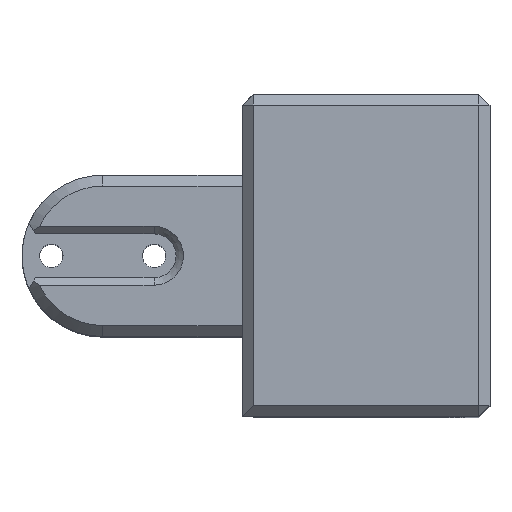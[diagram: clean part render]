
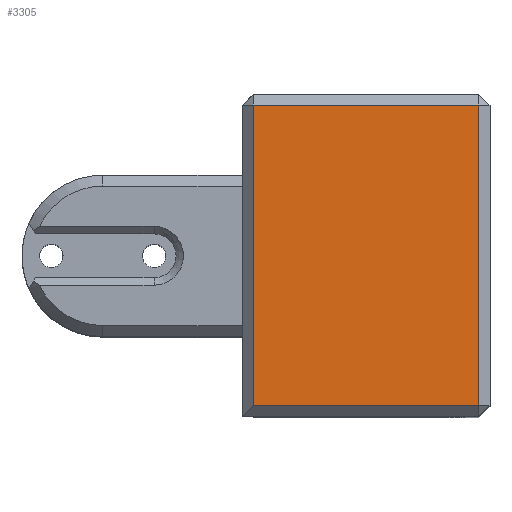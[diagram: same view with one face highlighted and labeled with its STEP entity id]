
A CAD part, top view. The second image highlights one B-rep face of the part: STEP entity #3305.
In plain terms, the highlighted planar face has unit normal (0, 0, 1).
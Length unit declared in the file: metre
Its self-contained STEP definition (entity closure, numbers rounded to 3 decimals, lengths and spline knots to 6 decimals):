
#310=LINE('',#5263,#657);
#350=LINE('',#5358,#697);
#351=LINE('',#5360,#698);
#352=LINE('',#5362,#699);
#657=VECTOR('',#4236,1.);
#697=VECTOR('',#4338,1.);
#698=VECTOR('',#4339,1.);
#699=VECTOR('',#4340,1.);
#1363=ORIENTED_EDGE('',*,*,#2061,.T.);
#1364=ORIENTED_EDGE('',*,*,#2013,.T.);
#1365=ORIENTED_EDGE('',*,*,#2062,.T.);
#1366=ORIENTED_EDGE('',*,*,#2063,.T.);
#2013=EDGE_CURVE('',#2400,#2399,#310,.T.);
#2061=EDGE_CURVE('',#2424,#2400,#350,.T.);
#2062=EDGE_CURVE('',#2399,#2425,#351,.T.);
#2063=EDGE_CURVE('',#2425,#2424,#352,.T.);
#2399=VERTEX_POINT('',#5262);
#2400=VERTEX_POINT('',#5264);
#2424=VERTEX_POINT('',#5359);
#2425=VERTEX_POINT('',#5361);
#2724=EDGE_LOOP('',(#1363,#1364,#1365,#1366));
#2968=FACE_BOUND('',#2724,.T.);
#3133=PLANE('',#3589);
#3305=ADVANCED_FACE('',(#2968),#3133,.T.);
#3589=AXIS2_PLACEMENT_3D('',#5357,#4336,#4337);
#4236=DIRECTION('',(0.,-1.,0.));
#4336=DIRECTION('',(0.,0.,1.));
#4337=DIRECTION('',(1.,0.,0.));
#4338=DIRECTION('',(-1.,0.,0.));
#4339=DIRECTION('',(1.,0.,0.));
#4340=DIRECTION('',(0.,1.,0.));
#5262=CARTESIAN_POINT('',(0.020508,-0.0205,0.0606));
#5263=CARTESIAN_POINT('',(0.020508,-0.022,0.0606));
#5264=CARTESIAN_POINT('',(0.020508,0.0205,0.0606));
#5357=CARTESIAN_POINT('',(0.033095,-0.022,0.0606));
#5358=CARTESIAN_POINT('',(0.033095,0.0205,0.0606));
#5359=CARTESIAN_POINT('',(0.051293,0.0205,0.0606));
#5360=CARTESIAN_POINT('',(0.033095,-0.0205,0.0606));
#5361=CARTESIAN_POINT('',(0.051293,-0.0205,0.0606));
#5362=CARTESIAN_POINT('',(0.051293,-0.022,0.0606));
